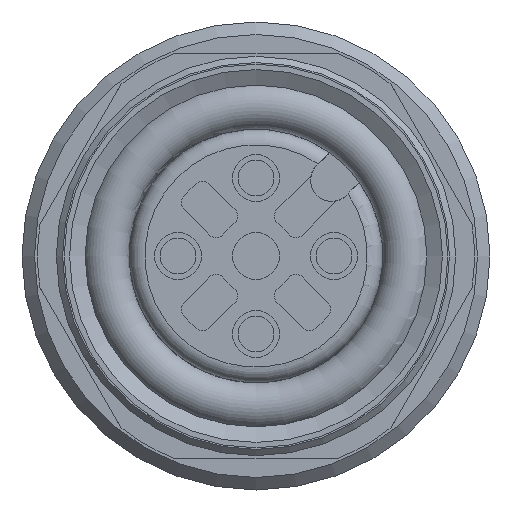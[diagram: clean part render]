
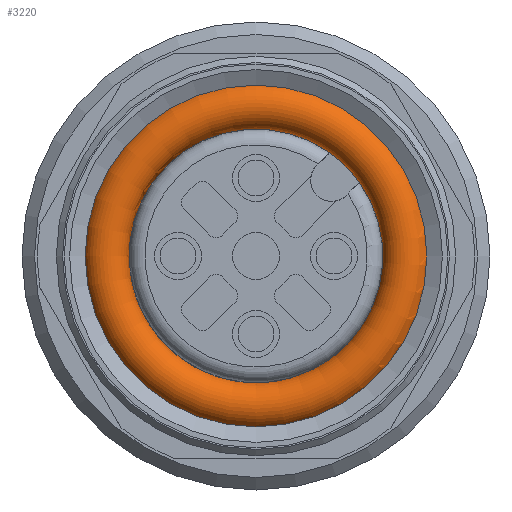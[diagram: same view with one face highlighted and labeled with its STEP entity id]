
A CAD part, front view. The second image highlights one B-rep face of the part: STEP entity #3220.
In plain terms, the highlighted toroidal (fillet/blend) face has major radius 4.812 mm and minor radius 0.75 mm.
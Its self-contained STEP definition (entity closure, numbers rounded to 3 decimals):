
#58=TOROIDAL_SURFACE($,#3602,4.813,0.75);
#539=FACE_BOUND($,#967,.T.);
#718=FACE_OUTER_BOUND($,#966,.T.);
#966=EDGE_LOOP($,(#2744,#2745));
#967=EDGE_LOOP($,(#2746));
#1245=CIRCLE($,#3601,5.475);
#1246=CIRCLE($,#3603,4.063);
#1247=CIRCLE($,#3604,4.063);
#1531=VERTEX_POINT($,#7318);
#1532=VERTEX_POINT($,#7321);
#1533=VERTEX_POINT($,#7322);
#1955=EDGE_CURVE($,#1531,#1531,#1245,.T.);
#1956=EDGE_CURVE($,#1532,#1533,#1246,.T.);
#1957=EDGE_CURVE($,#1533,#1532,#1247,.T.);
#2744=ORIENTED_EDGE($,*,*,#1956,.T.);
#2745=ORIENTED_EDGE($,*,*,#1957,.T.);
#2746=ORIENTED_EDGE($,*,*,#1955,.F.);
#3220=ADVANCED_FACE($,(#718,#539),#58,.T.);
#3601=AXIS2_PLACEMENT_3D($,#7319,#4456,#4457);
#3602=AXIS2_PLACEMENT_3D($,#7320,#4458,#4459);
#3603=AXIS2_PLACEMENT_3D($,#7323,#4460,#4461);
#3604=AXIS2_PLACEMENT_3D($,#7324,#4462,#4463);
#4456=DIRECTION('center_axis',(0.,1.,0.));
#4457=DIRECTION('ref_axis',(0.,0.,-1.));
#4458=DIRECTION('center_axis',(0.,-1.,0.));
#4459=DIRECTION('ref_axis',(0.,0.,-1.));
#4460=DIRECTION('center_axis',(0.,1.,0.));
#4461=DIRECTION('ref_axis',(0.,0.,1.));
#4462=DIRECTION('center_axis',(0.,1.,0.));
#4463=DIRECTION('ref_axis',(0.,0.,-1.));
#7318=CARTESIAN_POINT('',(50.,58.148,-5.475));
#7319=CARTESIAN_POINT('Origin',(50.,58.148,0.));
#7320=CARTESIAN_POINT('Origin',(50.,58.5,0.));
#7321=CARTESIAN_POINT('',(53.31,58.5,2.355));
#7322=CARTESIAN_POINT('',(52.355,58.5,3.31));
#7323=CARTESIAN_POINT('Origin',(50.,58.5,0.));
#7324=CARTESIAN_POINT('Origin',(50.,58.5,0.));
